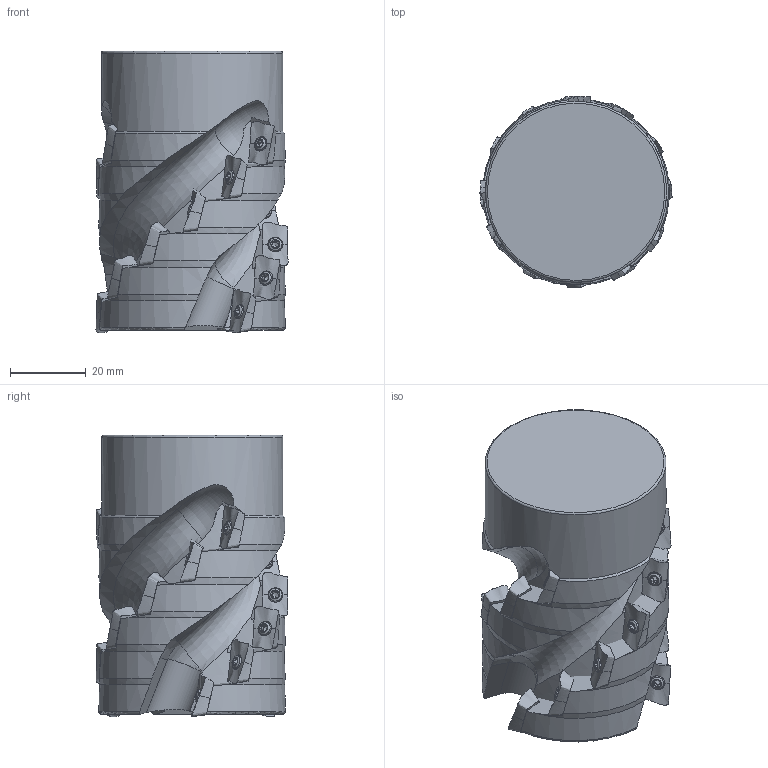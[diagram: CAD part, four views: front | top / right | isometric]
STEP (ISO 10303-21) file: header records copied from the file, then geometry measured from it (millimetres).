
FILE_DESCRIPTION(/* description */ (''),/* implementation_level */ '2;1');
FILE_NAME(/* name */ '1583476061542.stp',/* time_stamp */ '2020-03-06T11:58:00+05:00',/* author */ (''),/* organization */ ('SMS'),/* preprocessor_version */ 'ST-DEVELOPER v16.7',/* originating_system */ 'SIEMENS PLM Software NX 12.0',/* authorisation */ '');
FILE_SCHEMA (('AUTOMOTIVE_DESIGN { 1 0 10303 214 3 1 1 1 }'));
Products named in the file (4): ASSEMBLY_CONSTRUCTION; 201207134mod000_00; 202872322mod000_00; 202872325mod000_00
Assembly tree (20 placements, depth 2):
  202872325mod000_00
    202872322mod000_00
    201207134mod000_00  x18
    ASSEMBLY_CONSTRUCTION
Bounding box: 50.73 x 50.66 x 74.32 mm (x, y, z)
Volume: 109422 mm3; surface area: 21873.8 mm2
Topology: 19 solids, 19 shells, 881 faces, 2144 edges, 1396 vertices
Faces by surface type: cylinder 274, plane 233, cone 187, bspline 102, torus 61, sphere 18, revolution 6
Full cylindrical faces by diameter (mm): 2.5 x18, 2.8 x18, 3.45 x18, 47.823 x1
Entity records: 48830 total; most frequent: CARTESIAN_POINT 34288, ORIENTED_EDGE 2960, DIRECTION 2875, EDGE_CURVE 1480, AXIS2_PLACEMENT_3D 1319, VERTEX_POINT 974, EDGE_LOOP 760, ADVANCED_FACE 643
